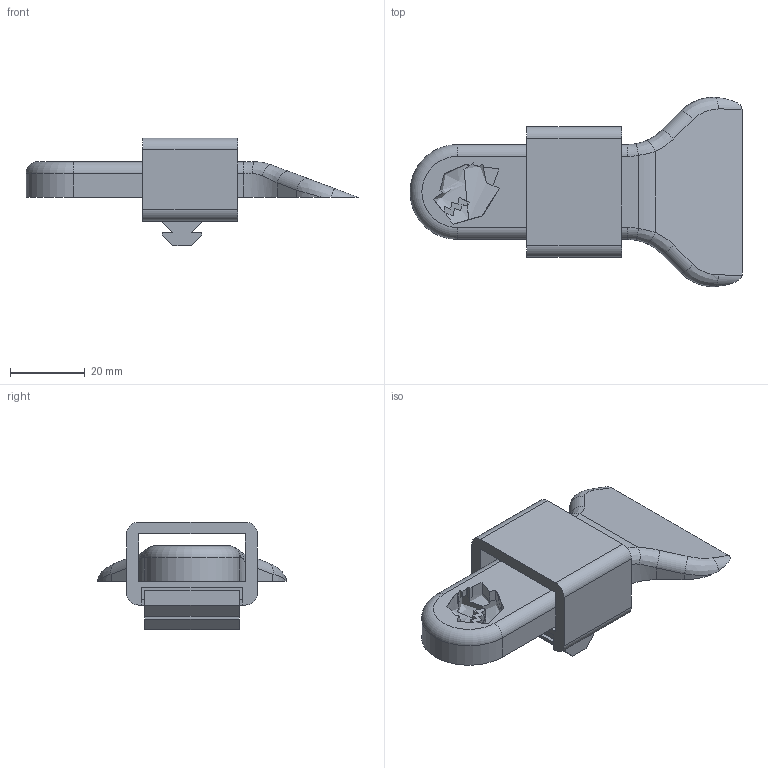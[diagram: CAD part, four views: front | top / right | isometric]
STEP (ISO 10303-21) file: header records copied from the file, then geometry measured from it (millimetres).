
FILE_DESCRIPTION(/* description */ ('STEP AP242','CAx-IF Rec.Pracs.---Representation and Presentation of Product Manufacturing Information (PMI)---4.0---2014-10-13','CAx-IF Rec.Pracs.---3D Tessellated Geometry---0.4---2014-09-14','2;1'),/* implementation_level */ '2;1');
FILE_NAME(/* name */ 'Scraper Things',/* time_stamp */ '2024-07-01T21:20:59Z',/* author */ (''),/* organization */ (''),/* preprocessor_version */ 'ST-DEVELOPER v20',/* originating_system */ ' ',/* authorisation */ ' ');
FILE_SCHEMA (('AP242_MANAGED_MODEL_BASED_3D_ENGINEERING_MIM_LF { 1 0 10303 442 1 1 4 }'));
Length unit declared in the file: metre
Products named in the file (3): Slot piece; Holder piece; Scraper
Bounding box: 88.9 x 50.71 x 28.88 mm (x, y, z)
Volume: 11090.1 mm3; surface area: 15152.6 mm2
Topology: 3 solids, 4 shells, 91 faces, 261 edges, 180 vertices
Faces by surface type: plane 61, cylinder 16, bspline 7, other 4, torus 3
Entity records: 3250 total; most frequent: CARTESIAN_POINT 900, ORIENTED_EDGE 463, DIRECTION 383, EDGE_CURVE 261, VERTEX_POINT 180, LINE 131, VECTOR 131, AXIS2_PLACEMENT_3D 126
